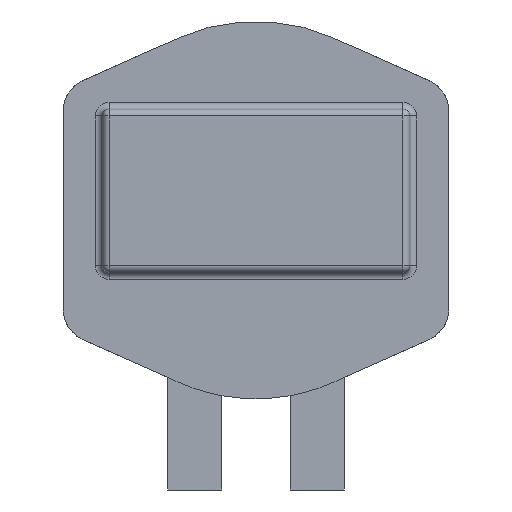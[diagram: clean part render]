
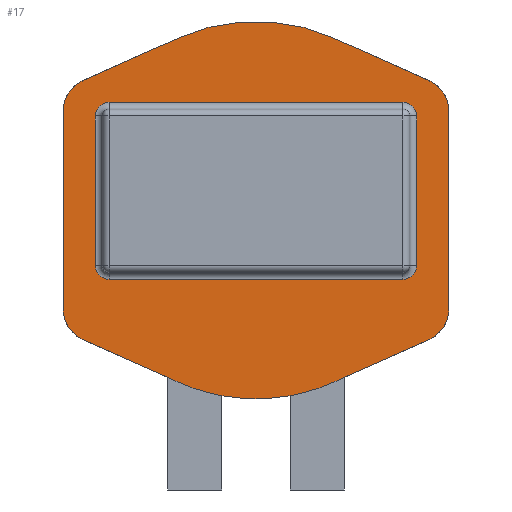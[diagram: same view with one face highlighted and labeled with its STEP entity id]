
A CAD part, front view. The second image highlights one B-rep face of the part: STEP entity #17.
In plain terms, the highlighted planar face has unit normal (0, -1, 0).
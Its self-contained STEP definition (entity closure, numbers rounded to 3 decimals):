
#17 = ADVANCED_FACE('',(#18,#88),#226,.F.);
#18 = FACE_BOUND('',#19,.F.);
#19 = EDGE_LOOP('',(#20,#30,#39,#47,#56,#64,#73,#81));
#20 = ORIENTED_EDGE('',*,*,#21,.T.);
#21 = EDGE_CURVE('',#22,#24,#26,.T.);
#22 = VERTEX_POINT('',#23);
#23 = CARTESIAN_POINT('',(-21.6,-50.,25.985));
#24 = VERTEX_POINT('',#25);
#25 = CARTESIAN_POINT('',(21.6,-50.,25.985));
#26 = LINE('',#27,#28);
#27 = CARTESIAN_POINT('',(-22.6,-50.,25.985));
#28 = VECTOR('',#29,1.);
#29 = DIRECTION('',(1.,0.,0.));
#30 = ORIENTED_EDGE('',*,*,#31,.T.);
#31 = EDGE_CURVE('',#24,#32,#34,.T.);
#32 = VERTEX_POINT('',#33);
#33 = CARTESIAN_POINT('',(23.6,-50.,27.985));
#34 = CIRCLE('',#35,2.);
#35 = AXIS2_PLACEMENT_3D('',#36,#37,#38);
#36 = CARTESIAN_POINT('',(21.6,-50.,27.985));
#37 = DIRECTION('',(0.,-1.,0.));
#38 = DIRECTION('',(0.,0.,-1.));
#39 = ORIENTED_EDGE('',*,*,#40,.T.);
#40 = EDGE_CURVE('',#32,#41,#43,.T.);
#41 = VERTEX_POINT('',#42);
#42 = CARTESIAN_POINT('',(23.6,-50.,49.985));
#43 = LINE('',#44,#45);
#44 = CARTESIAN_POINT('',(23.6,-50.,26.985));
#45 = VECTOR('',#46,1.);
#46 = DIRECTION('',(0.,0.,1.));
#47 = ORIENTED_EDGE('',*,*,#48,.T.);
#48 = EDGE_CURVE('',#41,#49,#51,.T.);
#49 = VERTEX_POINT('',#50);
#50 = CARTESIAN_POINT('',(21.6,-50.,51.985));
#51 = CIRCLE('',#52,2.);
#52 = AXIS2_PLACEMENT_3D('',#53,#54,#55);
#53 = CARTESIAN_POINT('',(21.6,-50.,49.985));
#54 = DIRECTION('',(0.,-1.,0.));
#55 = DIRECTION('',(1.,0.,0.));
#56 = ORIENTED_EDGE('',*,*,#57,.T.);
#57 = EDGE_CURVE('',#49,#58,#60,.T.);
#58 = VERTEX_POINT('',#59);
#59 = CARTESIAN_POINT('',(-21.6,-50.,51.985));
#60 = LINE('',#61,#62);
#61 = CARTESIAN_POINT('',(22.6,-50.,51.985));
#62 = VECTOR('',#63,1.);
#63 = DIRECTION('',(-1.,0.,0.));
#64 = ORIENTED_EDGE('',*,*,#65,.F.);
#65 = EDGE_CURVE('',#66,#58,#68,.T.);
#66 = VERTEX_POINT('',#67);
#67 = CARTESIAN_POINT('',(-23.6,-50.,49.985));
#68 = CIRCLE('',#69,2.);
#69 = AXIS2_PLACEMENT_3D('',#70,#71,#72);
#70 = CARTESIAN_POINT('',(-21.6,-50.,49.985));
#71 = DIRECTION('',(0.,1.,0.));
#72 = DIRECTION('',(-1.,0.,0.));
#73 = ORIENTED_EDGE('',*,*,#74,.T.);
#74 = EDGE_CURVE('',#66,#75,#77,.T.);
#75 = VERTEX_POINT('',#76);
#76 = CARTESIAN_POINT('',(-23.6,-50.,27.985));
#77 = LINE('',#78,#79);
#78 = CARTESIAN_POINT('',(-23.6,-50.,50.985));
#79 = VECTOR('',#80,1.);
#80 = DIRECTION('',(0.,0.,-1.));
#81 = ORIENTED_EDGE('',*,*,#82,.F.);
#82 = EDGE_CURVE('',#22,#75,#83,.T.);
#83 = CIRCLE('',#84,2.);
#84 = AXIS2_PLACEMENT_3D('',#85,#86,#87);
#85 = CARTESIAN_POINT('',(-21.6,-50.,27.985));
#86 = DIRECTION('',(0.,1.,0.));
#87 = DIRECTION('',(0.,0.,-1.));
#88 = FACE_BOUND('',#89,.F.);
#89 = EDGE_LOOP('',(#90,#101,#109,#118,#126,#135,#143,#151,#160,#169,
    #178,#186,#194,#203,#211,#220));
#90 = ORIENTED_EDGE('',*,*,#91,.F.);
#91 = EDGE_CURVE('',#92,#94,#96,.T.);
#92 = VERTEX_POINT('',#93);
#93 = CARTESIAN_POINT('',(11.297,-50.,61.496));
#94 = VERTEX_POINT('',#95);
#95 = CARTESIAN_POINT('',(-11.297,-50.,61.496));
#96 = CIRCLE('',#97,27.75);
#97 = AXIS2_PLACEMENT_3D('',#98,#99,#100);
#98 = CARTESIAN_POINT('',(0.,-50.,36.15));
#99 = DIRECTION('',(0.,-1.,0.));
#100 = DIRECTION('',(1.,0.,0.));
#101 = ORIENTED_EDGE('',*,*,#102,.T.);
#102 = EDGE_CURVE('',#92,#103,#105,.T.);
#103 = VERTEX_POINT('',#104);
#104 = CARTESIAN_POINT('',(25.386,-50.,55.217));
#105 = LINE('',#106,#107);
#106 = CARTESIAN_POINT('',(11.297,-50.,61.496));
#107 = VECTOR('',#108,1.);
#108 = DIRECTION('',(0.913,0.,-0.407)
  );
#109 = ORIENTED_EDGE('',*,*,#110,.F.);
#110 = EDGE_CURVE('',#111,#103,#113,.T.);
#111 = VERTEX_POINT('',#112);
#112 = CARTESIAN_POINT('',(28.35,-50.,50.65));
#113 = CIRCLE('',#114,5.);
#114 = AXIS2_PLACEMENT_3D('',#115,#116,#117);
#115 = CARTESIAN_POINT('',(23.35,-50.,50.65));
#116 = DIRECTION('',(0.,-1.,0.));
#117 = DIRECTION('',(1.,0.,0.));
#118 = ORIENTED_EDGE('',*,*,#119,.F.);
#119 = EDGE_CURVE('',#120,#111,#122,.T.);
#120 = VERTEX_POINT('',#121);
#121 = CARTESIAN_POINT('',(28.35,-50.,21.65));
#122 = LINE('',#123,#124);
#123 = CARTESIAN_POINT('',(28.35,-50.,21.65));
#124 = VECTOR('',#125,1.);
#125 = DIRECTION('',(0.,0.,1.));
#126 = ORIENTED_EDGE('',*,*,#127,.F.);
#127 = EDGE_CURVE('',#128,#120,#130,.T.);
#128 = VERTEX_POINT('',#129);
#129 = CARTESIAN_POINT('',(25.386,-50.,17.083));
#130 = CIRCLE('',#131,5.);
#131 = AXIS2_PLACEMENT_3D('',#132,#133,#134);
#132 = CARTESIAN_POINT('',(23.35,-50.,21.65));
#133 = DIRECTION('',(0.,-1.,0.));
#134 = DIRECTION('',(1.,0.,0.));
#135 = ORIENTED_EDGE('',*,*,#136,.F.);
#136 = EDGE_CURVE('',#137,#128,#139,.T.);
#137 = VERTEX_POINT('',#138);
#138 = CARTESIAN_POINT('',(13.,-50.,11.563));
#139 = LINE('',#140,#141);
#140 = CARTESIAN_POINT('',(11.297,-50.,10.804));
#141 = VECTOR('',#142,1.);
#142 = DIRECTION('',(0.913,0.,0.407));
#143 = ORIENTED_EDGE('',*,*,#144,.F.);
#144 = EDGE_CURVE('',#145,#137,#147,.T.);
#145 = VERTEX_POINT('',#146);
#146 = CARTESIAN_POINT('',(11.297,-50.,10.804));
#147 = LINE('',#148,#149);
#148 = CARTESIAN_POINT('',(11.297,-50.,10.804));
#149 = VECTOR('',#150,1.);
#150 = DIRECTION('',(0.913,0.,0.407));
#151 = ORIENTED_EDGE('',*,*,#152,.F.);
#152 = EDGE_CURVE('',#153,#145,#155,.T.);
#153 = VERTEX_POINT('',#154);
#154 = CARTESIAN_POINT('',(5.,-50.,8.854));
#155 = CIRCLE('',#156,27.75);
#156 = AXIS2_PLACEMENT_3D('',#157,#158,#159);
#157 = CARTESIAN_POINT('',(0.,-50.,36.15));
#158 = DIRECTION('',(0.,-1.,0.));
#159 = DIRECTION('',(1.,0.,0.));
#160 = ORIENTED_EDGE('',*,*,#161,.F.);
#161 = EDGE_CURVE('',#162,#153,#164,.T.);
#162 = VERTEX_POINT('',#163);
#163 = CARTESIAN_POINT('',(-5.,-50.,8.854));
#164 = CIRCLE('',#165,27.75);
#165 = AXIS2_PLACEMENT_3D('',#166,#167,#168);
#166 = CARTESIAN_POINT('',(0.,-50.,36.15));
#167 = DIRECTION('',(0.,-1.,0.));
#168 = DIRECTION('',(1.,0.,0.));
#169 = ORIENTED_EDGE('',*,*,#170,.F.);
#170 = EDGE_CURVE('',#171,#162,#173,.T.);
#171 = VERTEX_POINT('',#172);
#172 = CARTESIAN_POINT('',(-11.297,-50.,10.804));
#173 = CIRCLE('',#174,27.75);
#174 = AXIS2_PLACEMENT_3D('',#175,#176,#177);
#175 = CARTESIAN_POINT('',(0.,-50.,36.15));
#176 = DIRECTION('',(0.,-1.,0.));
#177 = DIRECTION('',(1.,0.,0.));
#178 = ORIENTED_EDGE('',*,*,#179,.T.);
#179 = EDGE_CURVE('',#171,#180,#182,.T.);
#180 = VERTEX_POINT('',#181);
#181 = CARTESIAN_POINT('',(-13.,-50.,11.563));
#182 = LINE('',#183,#184);
#183 = CARTESIAN_POINT('',(-11.297,-50.,10.804));
#184 = VECTOR('',#185,1.);
#185 = DIRECTION('',(-0.913,0.,0.407));
#186 = ORIENTED_EDGE('',*,*,#187,.T.);
#187 = EDGE_CURVE('',#180,#188,#190,.T.);
#188 = VERTEX_POINT('',#189);
#189 = CARTESIAN_POINT('',(-25.386,-50.,17.083));
#190 = LINE('',#191,#192);
#191 = CARTESIAN_POINT('',(-11.297,-50.,10.804));
#192 = VECTOR('',#193,1.);
#193 = DIRECTION('',(-0.913,0.,0.407));
#194 = ORIENTED_EDGE('',*,*,#195,.F.);
#195 = EDGE_CURVE('',#196,#188,#198,.T.);
#196 = VERTEX_POINT('',#197);
#197 = CARTESIAN_POINT('',(-28.35,-50.,21.65));
#198 = CIRCLE('',#199,5.);
#199 = AXIS2_PLACEMENT_3D('',#200,#201,#202);
#200 = CARTESIAN_POINT('',(-23.35,-50.,21.65));
#201 = DIRECTION('',(0.,-1.,0.));
#202 = DIRECTION('',(1.,0.,0.));
#203 = ORIENTED_EDGE('',*,*,#204,.F.);
#204 = EDGE_CURVE('',#205,#196,#207,.T.);
#205 = VERTEX_POINT('',#206);
#206 = CARTESIAN_POINT('',(-28.35,-50.,50.65));
#207 = LINE('',#208,#209);
#208 = CARTESIAN_POINT('',(-28.35,-50.,50.65));
#209 = VECTOR('',#210,1.);
#210 = DIRECTION('',(0.,0.,-1.));
#211 = ORIENTED_EDGE('',*,*,#212,.F.);
#212 = EDGE_CURVE('',#213,#205,#215,.T.);
#213 = VERTEX_POINT('',#214);
#214 = CARTESIAN_POINT('',(-25.386,-50.,55.217));
#215 = CIRCLE('',#216,5.);
#216 = AXIS2_PLACEMENT_3D('',#217,#218,#219);
#217 = CARTESIAN_POINT('',(-23.35,-50.,50.65));
#218 = DIRECTION('',(0.,-1.,0.));
#219 = DIRECTION('',(1.,0.,0.));
#220 = ORIENTED_EDGE('',*,*,#221,.F.);
#221 = EDGE_CURVE('',#94,#213,#222,.T.);
#222 = LINE('',#223,#224);
#223 = CARTESIAN_POINT('',(-11.297,-50.,61.496));
#224 = VECTOR('',#225,1.);
#225 = DIRECTION('',(-0.913,0.,-0.407)
  );
#226 = PLANE('',#227);
#227 = AXIS2_PLACEMENT_3D('',#228,#229,#230);
#228 = CARTESIAN_POINT('',(0.,-50.,36.15));
#229 = DIRECTION('',(0.,1.,0.));
#230 = DIRECTION('',(0.,0.,1.));
